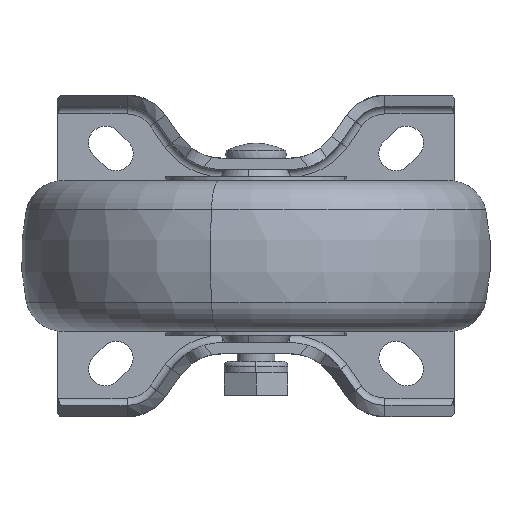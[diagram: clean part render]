
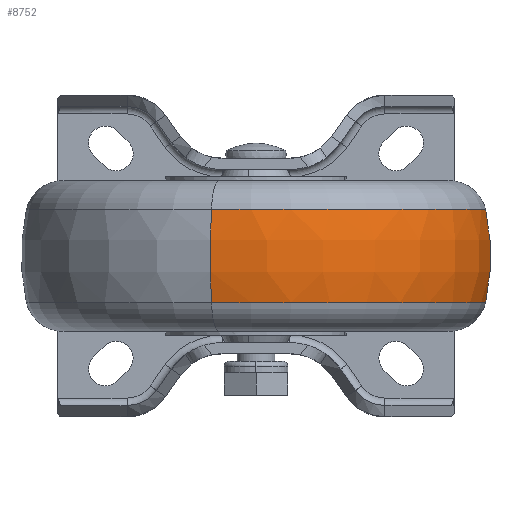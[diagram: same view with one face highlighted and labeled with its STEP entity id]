
A CAD part, front view. The second image highlights one B-rep face of the part: STEP entity #8752.
In plain terms, the highlighted toroidal (fillet/blend) face has major radius 10.5 mm and minor radius 52 mm.
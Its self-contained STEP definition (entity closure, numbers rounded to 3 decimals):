
#2269 = ORIENTED_EDGE ( 'NONE', *, *, #7260, .T. ) ;
#2371 = DIRECTION ( 'NONE',  ( 0.981, -0.194, 0. ) ) ;
#3275 = VERTEX_POINT ( 'NONE', #36532 ) ;
#3951 = VERTEX_POINT ( 'NONE', #46426 ) ;
#4037 = DIRECTION ( 'NONE',  ( 0., 0., -1. ) ) ;
#5407 = VERTEX_POINT ( 'NONE', #52932 ) ;
#6002 = VERTEX_POINT ( 'NONE', #25446 ) ;
#7260 = EDGE_CURVE ( 'NONE', #6002, #5407, #52817, .T. ) ;
#8561 = DIRECTION ( 'NONE',  ( 0., 0., 1. ) ) ;
#8571 = DIRECTION ( 'NONE',  ( -0.194, -0.981, 0. ) ) ;
#8752 = ADVANCED_FACE ( 'NONE', ( #33769 ), #42903, .T. ) ;
#9087 = AXIS2_PLACEMENT_3D ( 'NONE', #29448, #2371, #34010 ) ;
#10631 = ORIENTED_EDGE ( 'NONE', *, *, #24592, .T. ) ;
#11029 = EDGE_LOOP ( 'NONE', ( #34293, #2269, #10631, #24500 ) ) ;
#14259 = CARTESIAN_POINT ( 'NONE',  ( 0., -105.75, 12.381 ) ) ;
#18371 = CARTESIAN_POINT ( 'NONE',  ( 2.037, -95.45, 0. ) ) ;
#18775 = DIRECTION ( 'NONE',  ( -0.194, -0.981, 0. ) ) ;
#22692 = CIRCLE ( 'NONE', #57329, 61.005 ) ;
#22883 = DIRECTION ( 'NONE',  ( -0.194, -0.981, 0. ) ) ;
#24500 = ORIENTED_EDGE ( 'NONE', *, *, #54474, .T. ) ;
#24592 = EDGE_CURVE ( 'NONE', #5407, #3951, #51955, .T. ) ;
#25446 = CARTESIAN_POINT ( 'NONE',  ( 11.837, -45.905, 12.381 ) ) ;
#29448 = CARTESIAN_POINT ( 'NONE',  ( -2.037, -116.05, 0. ) ) ;
#33769 = FACE_OUTER_BOUND ( 'NONE', #11029, .T. ) ;
#34010 = DIRECTION ( 'NONE',  ( 0.194, 0.981, 0. ) ) ;
#34293 = ORIENTED_EDGE ( 'NONE', *, *, #56780, .F. ) ;
#35616 = CARTESIAN_POINT ( 'NONE',  ( 0., -105.75, -12.381 ) ) ;
#35621 = CARTESIAN_POINT ( 'NONE',  ( 0., -105.75, 0. ) ) ;
#36532 = CARTESIAN_POINT ( 'NONE',  ( 11.837, -45.905, -12.381 ) ) ;
#40141 = DIRECTION ( 'NONE',  ( 0.194, 0.981, 0. ) ) ;
#42903 = TOROIDAL_SURFACE ( 'NONE', #50167, 10.5, 52. ) ;
#45562 = AXIS2_PLACEMENT_3D ( 'NONE', #18371, #49841, #22883 ) ;
#45764 = DIRECTION ( 'NONE',  ( 0., 0., -1. ) ) ;
#46426 = CARTESIAN_POINT ( 'NONE',  ( -11.837, -165.595, -12.381 ) ) ;
#49841 = DIRECTION ( 'NONE',  ( -0.981, 0.194, 0. ) ) ;
#50167 = AXIS2_PLACEMENT_3D ( 'NONE', #35621, #4037, #8571 ) ;
#51373 = CIRCLE ( 'NONE', #45562, 52. ) ;
#51955 = CIRCLE ( 'NONE', #9087, 52. ) ;
#52817 = CIRCLE ( 'NONE', #54569, 61.005 ) ;
#52932 = CARTESIAN_POINT ( 'NONE',  ( -11.837, -165.595, 12.381 ) ) ;
#54474 = EDGE_CURVE ( 'NONE', #3951, #3275, #22692, .T. ) ;
#54569 = AXIS2_PLACEMENT_3D ( 'NONE', #14259, #45764, #18775 ) ;
#56780 = EDGE_CURVE ( 'NONE', #6002, #3275, #51373, .T. ) ;
#57329 = AXIS2_PLACEMENT_3D ( 'NONE', #35616, #8561, #40141 ) ;
